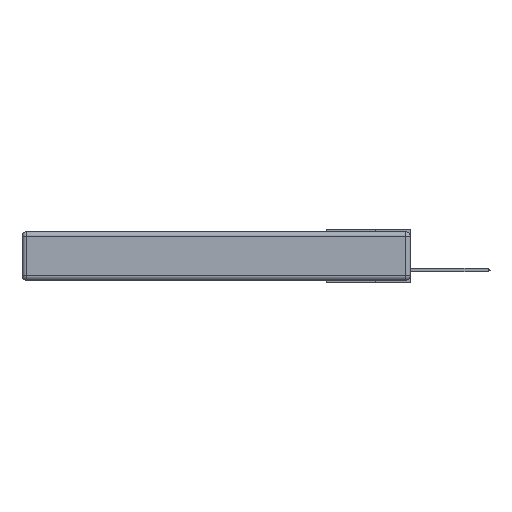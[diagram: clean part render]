
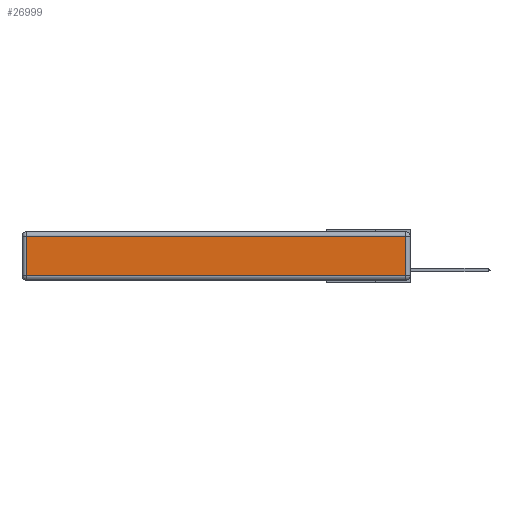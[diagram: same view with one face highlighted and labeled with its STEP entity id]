
A CAD part, left-side view. The second image highlights one B-rep face of the part: STEP entity #26999.
In plain terms, the highlighted planar face has unit normal (-1, 0, 0).
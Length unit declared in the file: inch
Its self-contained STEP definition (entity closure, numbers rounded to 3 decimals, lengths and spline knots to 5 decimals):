
#255 = FACE_OUTER_BOUND ( 'NONE', #21960, .T. ) ;
#866 = LINE ( 'NONE', #3169, #3623 ) ;
#2017 = VERTEX_POINT ( 'NONE', #20665 ) ;
#2507 = CARTESIAN_POINT ( 'NONE',  ( 0., 0., -0.343 ) ) ;
#2940 = ORIENTED_EDGE ( 'NONE', *, *, #23641, .T. ) ;
#3169 = CARTESIAN_POINT ( 'NONE',  ( 0., 2.72, -0.343 ) ) ;
#3217 = VERTEX_POINT ( 'NONE', #7563 ) ;
#3623 = VECTOR ( 'NONE', #23546, 39.37008 ) ;
#4077 = CARTESIAN_POINT ( 'NONE',  ( 0., 2.72, -0.313 ) ) ;
#4422 = VECTOR ( 'NONE', #20652, 39.37008 ) ;
#7563 = CARTESIAN_POINT ( 'NONE',  ( 0., 2.72, -0.03 ) ) ;
#8039 = ORIENTED_EDGE ( 'NONE', *, *, #23918, .T. ) ;
#8133 = CARTESIAN_POINT ( 'NONE',  ( 0., 2.75, -0.03 ) ) ;
#12547 = CARTESIAN_POINT ( 'NONE',  ( 0., 0.03, -0.343 ) ) ;
#15344 = DIRECTION ( 'NONE',  ( -1., 0., 0. ) ) ;
#17253 = ORIENTED_EDGE ( 'NONE', *, *, #17870, .T. ) ;
#17533 = LINE ( 'NONE', #8133, #21120 ) ;
#17870 = EDGE_CURVE ( 'NONE', #3217, #26707, #866, .T. ) ;
#19268 = AXIS2_PLACEMENT_3D ( 'NONE', #2507, #15344, #28462 ) ;
#20652 = DIRECTION ( 'NONE',  ( 0., -1., 0. ) ) ;
#20665 = CARTESIAN_POINT ( 'NONE',  ( 0., 0.03, -0.03 ) ) ;
#21120 = VECTOR ( 'NONE', #25527, 39.37008 ) ;
#21960 = EDGE_LOOP ( 'NONE', ( #30698, #8039, #2940, #17253 ) ) ;
#23546 = DIRECTION ( 'NONE',  ( 0., 0., -1. ) ) ;
#23641 = EDGE_CURVE ( 'NONE', #2017, #3217, #17533, .T. ) ;
#23918 = EDGE_CURVE ( 'NONE', #31827, #2017, #25422, .T. ) ;
#24614 = LINE ( 'NONE', #30026, #4422 ) ;
#25166 = DIRECTION ( 'NONE',  ( 0., 0., 1. ) ) ;
#25422 = LINE ( 'NONE', #12547, #26988 ) ;
#25462 = CARTESIAN_POINT ( 'NONE',  ( 0., 0.03, -0.313 ) ) ;
#25527 = DIRECTION ( 'NONE',  ( 0., 1., 0. ) ) ;
#26707 = VERTEX_POINT ( 'NONE', #4077 ) ;
#26988 = VECTOR ( 'NONE', #25166, 39.37008 ) ;
#26999 = ADVANCED_FACE ( 'NONE', ( #255 ), #30612, .T. ) ;
#28462 = DIRECTION ( 'NONE',  ( 0., 0., 1. ) ) ;
#30026 = CARTESIAN_POINT ( 'NONE',  ( 0., 0., -0.313 ) ) ;
#30455 = EDGE_CURVE ( 'NONE', #26707, #31827, #24614, .T. ) ;
#30612 = PLANE ( 'NONE',  #19268 ) ;
#30698 = ORIENTED_EDGE ( 'NONE', *, *, #30455, .T. ) ;
#31827 = VERTEX_POINT ( 'NONE', #25462 ) ;
